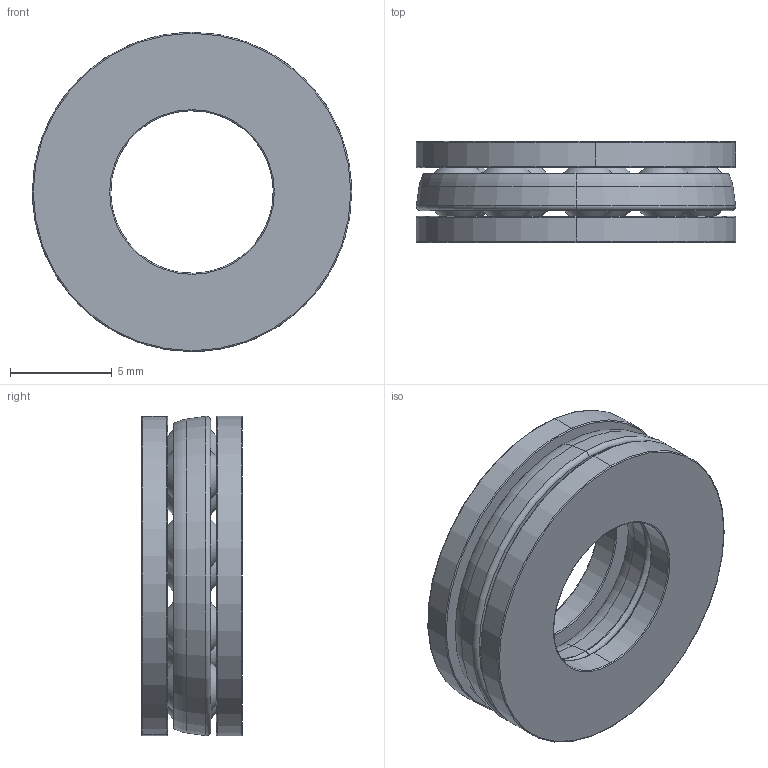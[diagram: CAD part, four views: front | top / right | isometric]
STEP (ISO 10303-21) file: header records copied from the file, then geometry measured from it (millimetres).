
FILE_DESCRIPTION (( 'STEP AP203' ), '1' );
FILE_NAME ('1613-0516-0008 assembly with 8mm ID x 15.72mm OD washers.STEP', '2020-09-22T19:40:46', ( '' ), ( '' ), 'SwSTEP 2.0', 'SolidWorks 2016', '' );
FILE_SCHEMA (( 'CONFIG_CONTROL_DESIGN' ));
Length unit declared in the file: millimetre
Products named in the file (4): 1613-0516-0008 carriage; 1613-0516-0008 ball; 1613-0516-0008 washer (8mm ID x 15.72mm OD); 1613-0516-0008 assembly with 8mm ID x 15.72mm OD washers
Assembly tree (12 placements, depth 2):
  1613-0516-0008 assembly with 8mm ID x 15.72mm OD washers
    1613-0516-0008 carriage
    1613-0516-0008 ball  x9
    1613-0516-0008 washer (8mm ID x 15.72mm OD)  x2
Bounding box: 15.72 x 4.96 x 15.72 mm (x, y, z)
Volume: 514 mm3; surface area: 1479.8 mm2
Topology: 12 solids, 12 shells, 170 faces, 421 edges, 259 vertices
Faces by surface type: torus 106, sphere 36, cone 12, plane 8, cylinder 8
Entity records: 4740 total; most frequent: DIRECTION 916, CARTESIAN_POINT 658, ORIENTED_EDGE 636, AXIS2_PLACEMENT_3D 450, EDGE_CURVE 318, CIRCLE 302, VERTEX_POINT 192, EDGE_LOOP 156
